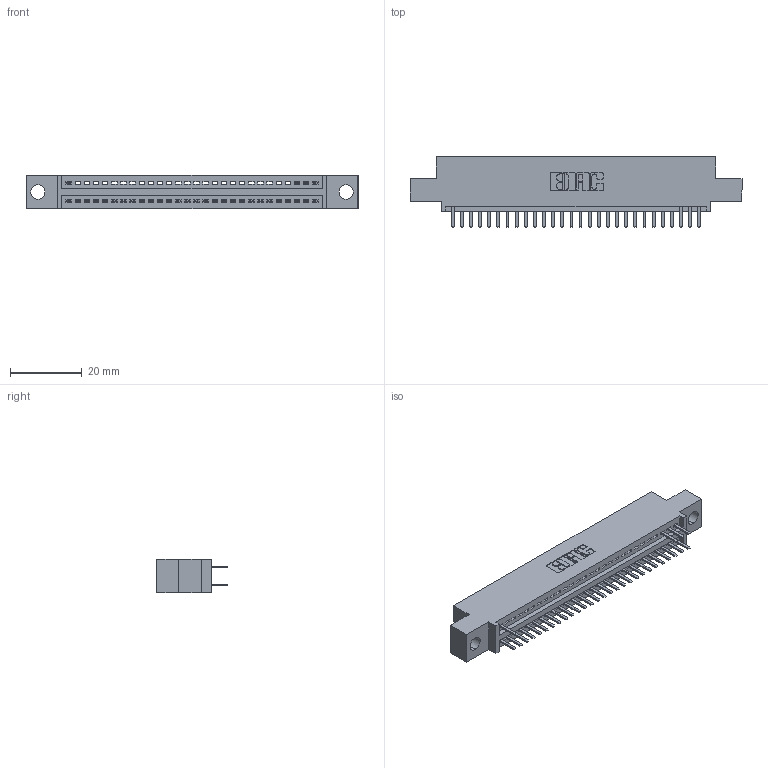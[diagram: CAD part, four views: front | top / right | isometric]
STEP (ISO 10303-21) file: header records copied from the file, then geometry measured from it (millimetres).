
FILE_DESCRIPTION (( 'STEP AP203' ), '1' );
FILE_NAME ('345-056-520-504.STEP', '2018-09-24T07:06:56', ( '' ), ( '' ), 'SwSTEP 2.0', 'SolidWorks 2016', '' );
FILE_SCHEMA (( 'CONFIG_CONTROL_DESIGN' ));
Length unit declared in the file: inch
Products named in the file (3): 345-056-520-504; 345 Part_0.110 Offset - 0.156 Dia-TH; 345-292-001_345-293-120
Assembly tree (33 placements, depth 2):
  345-056-520-504
    345 Part_0.110 Offset - 0.156 Dia-TH
    345-292-001_345-293-120  x32
Bounding box: 92.33 x 19.68 x 9.4 mm (x, y, z)
Volume: 8447.4 mm3; surface area: 10868.2 mm2
Topology: 33 solids, 33 shells, 2050 faces, 6025 edges, 3930 vertices
Faces by surface type: plane 1372, cylinder 678
Entity records: 23335 total; most frequent: CARTESIAN_POINT 4044, ORIENTED_EDGE 3990, DIRECTION 3543, EDGE_CURVE 1995, LINE 1747, VECTOR 1747, VERTEX_POINT 1326, AXIS2_PLACEMENT_3D 898
